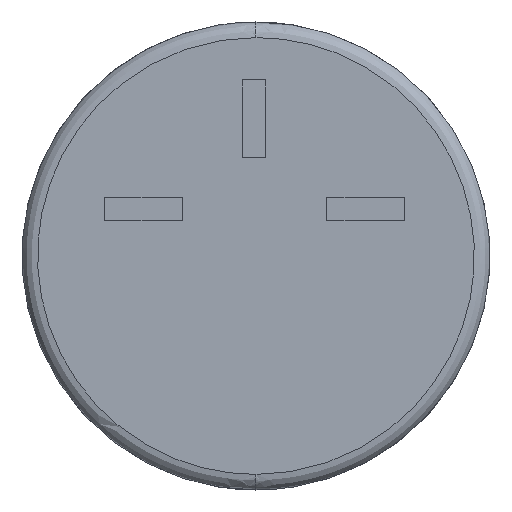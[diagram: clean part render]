
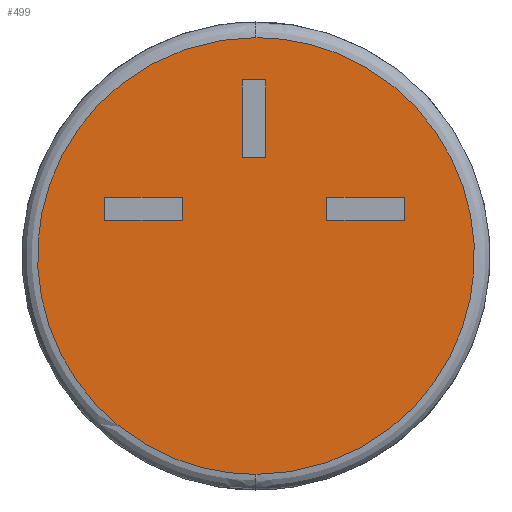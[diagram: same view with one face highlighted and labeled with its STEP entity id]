
A CAD part, front view. The second image highlights one B-rep face of the part: STEP entity #499.
In plain terms, the highlighted free-form (B-spline) face has degree [1, 1] with [2, 2] control points.
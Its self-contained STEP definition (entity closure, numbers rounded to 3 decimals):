
#296 = EDGE_CURVE('',#297,#299,#301,.T.);
#297 = VERTEX_POINT('',#298);
#298 = CARTESIAN_POINT('',(0.,0.,-18.901));
#299 = VERTEX_POINT('',#300);
#300 = CARTESIAN_POINT('',(0.,0.,18.901));
#301 = ( BOUNDED_CURVE() B_SPLINE_CURVE(2,(#302,#303,#304,#305,#306),
.UNSPECIFIED.,.F.,.F.) B_SPLINE_CURVE_WITH_KNOTS((3,2,3),(3.142,
4.712,6.283),.PIECEWISE_BEZIER_KNOTS.) CURVE() 
GEOMETRIC_REPRESENTATION_ITEM() RATIONAL_B_SPLINE_CURVE((1.,
0.707,1.,0.707,1.)) REPRESENTATION_ITEM('') );
#302 = CARTESIAN_POINT('',(0.,0.,-18.901));
#303 = CARTESIAN_POINT('',(18.901,0.,-18.901));
#304 = CARTESIAN_POINT('',(18.901,0.,0.));
#305 = CARTESIAN_POINT('',(18.901,0.,18.901));
#306 = CARTESIAN_POINT('',(0.,0.,18.901));
#499 = ADVANCED_FACE('',(#500),#511,.F.);
#500 = FACE_BOUND('',#501,.T.);
#501 = EDGE_LOOP('',(#502,#510));
#502 = ORIENTED_EDGE('',*,*,#503,.T.);
#503 = EDGE_CURVE('',#299,#297,#504,.T.);
#504 = ( BOUNDED_CURVE() B_SPLINE_CURVE(2,(#505,#506,#507,#508,#509),
.UNSPECIFIED.,.F.,.F.) B_SPLINE_CURVE_WITH_KNOTS((3,2,3),(0.,
1.571,3.142),.PIECEWISE_BEZIER_KNOTS.) CURVE() 
GEOMETRIC_REPRESENTATION_ITEM() RATIONAL_B_SPLINE_CURVE((1.,
0.707,1.,0.707,1.)) REPRESENTATION_ITEM('') );
#505 = CARTESIAN_POINT('',(0.,0.,18.901));
#506 = CARTESIAN_POINT('',(-18.901,0.,18.901));
#507 = CARTESIAN_POINT('',(-18.901,0.,0.));
#508 = CARTESIAN_POINT('',(-18.901,0.,-18.901));
#509 = CARTESIAN_POINT('',(0.,0.,-18.901));
#510 = ORIENTED_EDGE('',*,*,#296,.T.);
#511 = B_SPLINE_SURFACE_WITH_KNOTS('',1,1,(
    (#512,#513)
    ,(#514,#515
    )),.UNSPECIFIED.,.F.,.F.,.F.,(2,2),(2,2),(-14.,14.),(-14.,14.),
  .PIECEWISE_BEZIER_KNOTS.);
#512 = CARTESIAN_POINT('',(-18.901,0.,-18.901));
#513 = CARTESIAN_POINT('',(18.901,0.,-18.901));
#514 = CARTESIAN_POINT('',(-18.901,0.,18.901));
#515 = CARTESIAN_POINT('',(18.901,0.,18.901));
